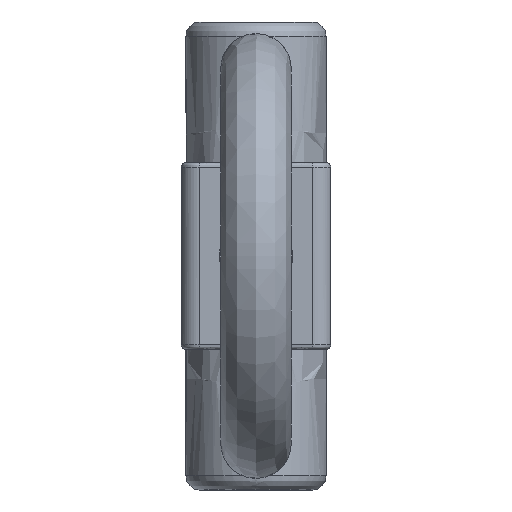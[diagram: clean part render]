
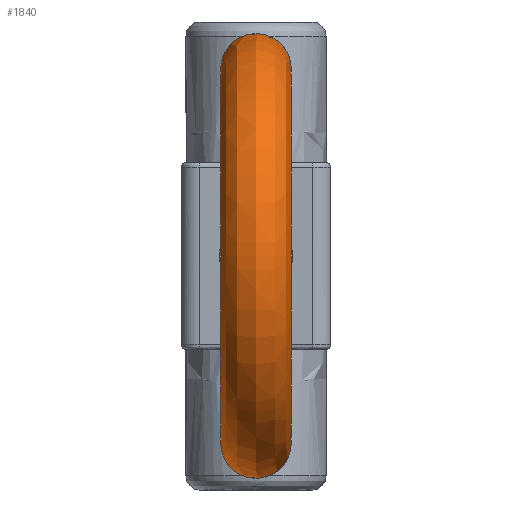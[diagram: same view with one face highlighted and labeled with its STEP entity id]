
A CAD part, left-side view. The second image highlights one B-rep face of the part: STEP entity #1840.
In plain terms, the highlighted free-form (B-spline) face has degree [2, 2] with [5, 7] control points.
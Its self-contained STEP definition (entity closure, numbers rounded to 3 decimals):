
#1750 = EDGE_CURVE('',#1751,#1753,#1755,.T.);
#1751 = VERTEX_POINT('',#1752);
#1752 = CARTESIAN_POINT('',(-34.137,0.,
    3.118));
#1753 = VERTEX_POINT('',#1754);
#1754 = CARTESIAN_POINT('',(-34.137,0.,
    2.134));
#1755 = ( BOUNDED_CURVE() B_SPLINE_CURVE(2,(#1756,#1757,#1758,#1759,
#1760),.UNSPECIFIED.,.F.,.F.) B_SPLINE_CURVE_WITH_KNOTS((3,2,3),(
    3.142,4.712,6.283),
.PIECEWISE_BEZIER_KNOTS.) CURVE() GEOMETRIC_REPRESENTATION_ITEM() 
RATIONAL_B_SPLINE_CURVE((1.,0.707,1.,0.707,1.)) 
REPRESENTATION_ITEM('') );
#1756 = CARTESIAN_POINT('',(-34.137,0.,
    3.118));
#1757 = CARTESIAN_POINT('',(-34.137,-0.492,
    3.118));
#1758 = CARTESIAN_POINT('',(-34.137,-0.492,
    2.626));
#1759 = CARTESIAN_POINT('',(-34.137,-0.492,
    2.134));
#1760 = CARTESIAN_POINT('',(-34.137,0.,
    2.134));
#1762 = EDGE_CURVE('',#1753,#1751,#1763,.T.);
#1763 = ( BOUNDED_CURVE() B_SPLINE_CURVE(2,(#1764,#1765,#1766,#1767,
#1768),.UNSPECIFIED.,.F.,.F.) B_SPLINE_CURVE_WITH_KNOTS((3,2,3),(0.,
1.571,3.142),.PIECEWISE_BEZIER_KNOTS.) CURVE() 
GEOMETRIC_REPRESENTATION_ITEM() RATIONAL_B_SPLINE_CURVE((1.,
0.707,1.,0.707,1.)) REPRESENTATION_ITEM('') );
#1764 = CARTESIAN_POINT('',(-34.137,0.,
    2.134));
#1765 = CARTESIAN_POINT('',(-34.137,0.492,
    2.134));
#1766 = CARTESIAN_POINT('',(-34.137,0.492,
    2.626));
#1767 = CARTESIAN_POINT('',(-34.137,0.492,
    3.118));
#1768 = CARTESIAN_POINT('',(-34.137,0.,
    3.118));
#1840 = ADVANCED_FACE('',(#1841),#1874,.T.);
#1841 = FACE_BOUND('',#1842,.T.);
#1842 = EDGE_LOOP('',(#1843,#1855,#1863,#1864,#1865,#1866));
#1843 = ORIENTED_EDGE('',*,*,#1844,.T.);
#1844 = EDGE_CURVE('',#1845,#1847,#1849,.T.);
#1845 = VERTEX_POINT('',#1846);
#1846 = CARTESIAN_POINT('',(-34.137,0.,
    -3.118));
#1847 = VERTEX_POINT('',#1848);
#1848 = CARTESIAN_POINT('',(-34.137,0.,
    -2.134));
#1849 = ( BOUNDED_CURVE() B_SPLINE_CURVE(2,(#1850,#1851,#1852,#1853,
#1854),.UNSPECIFIED.,.F.,.F.) B_SPLINE_CURVE_WITH_KNOTS((3,2,3),(
    3.142,4.712,6.283),
.PIECEWISE_BEZIER_KNOTS.) CURVE() GEOMETRIC_REPRESENTATION_ITEM() 
RATIONAL_B_SPLINE_CURVE((1.,0.707,1.,0.707,1.)) 
REPRESENTATION_ITEM('') );
#1850 = CARTESIAN_POINT('',(-34.137,0.,
    -3.118));
#1851 = CARTESIAN_POINT('',(-34.137,-0.492,
    -3.118));
#1852 = CARTESIAN_POINT('',(-34.137,-0.492,
    -2.626));
#1853 = CARTESIAN_POINT('',(-34.137,-0.492,
    -2.134));
#1854 = CARTESIAN_POINT('',(-34.137,0.,
    -2.134));
#1855 = ORIENTED_EDGE('',*,*,#1856,.T.);
#1856 = EDGE_CURVE('',#1847,#1753,#1857,.T.);
#1857 = ( BOUNDED_CURVE() B_SPLINE_CURVE(2,(#1858,#1859,#1860,#1861,
#1862),.UNSPECIFIED.,.F.,.F.) B_SPLINE_CURVE_WITH_KNOTS((3,2,3),(
    3.142,4.712,6.283),
.PIECEWISE_BEZIER_KNOTS.) CURVE() GEOMETRIC_REPRESENTATION_ITEM() 
RATIONAL_B_SPLINE_CURVE((1.,0.707,1.,0.707,1.)) 
REPRESENTATION_ITEM('') );
#1858 = CARTESIAN_POINT('',(-34.137,0.,
    -2.134));
#1859 = CARTESIAN_POINT('',(-36.271,0.,
    -2.134));
#1860 = CARTESIAN_POINT('',(-36.271,0.,
    0.));
#1861 = CARTESIAN_POINT('',(-36.271,0.,
    2.134));
#1862 = CARTESIAN_POINT('',(-34.137,0.,
    2.134));
#1863 = ORIENTED_EDGE('',*,*,#1750,.F.);
#1864 = ORIENTED_EDGE('',*,*,#1762,.F.);
#1865 = ORIENTED_EDGE('',*,*,#1856,.F.);
#1866 = ORIENTED_EDGE('',*,*,#1867,.T.);
#1867 = EDGE_CURVE('',#1847,#1845,#1868,.T.);
#1868 = ( BOUNDED_CURVE() B_SPLINE_CURVE(2,(#1869,#1870,#1871,#1872,
#1873),.UNSPECIFIED.,.F.,.F.) B_SPLINE_CURVE_WITH_KNOTS((3,2,3),(0.,
1.571,3.142),.PIECEWISE_BEZIER_KNOTS.) CURVE() 
GEOMETRIC_REPRESENTATION_ITEM() RATIONAL_B_SPLINE_CURVE((1.,
0.707,1.,0.707,1.)) REPRESENTATION_ITEM('') );
#1869 = CARTESIAN_POINT('',(-34.137,0.,
    -2.134));
#1870 = CARTESIAN_POINT('',(-34.137,0.492,
    -2.134));
#1871 = CARTESIAN_POINT('',(-34.137,0.492,
    -2.626));
#1872 = CARTESIAN_POINT('',(-34.137,0.492,
    -3.118));
#1873 = CARTESIAN_POINT('',(-34.137,0.,
    -3.118));
#1874 = ( BOUNDED_SURFACE() B_SPLINE_SURFACE(2,2,(
    (#1875,#1876,#1877,#1878,#1879,#1880,#1881)
    ,(#1882,#1883,#1884,#1885,#1886,#1887,#1888)
    ,(#1889,#1890,#1891,#1892,#1893,#1894,#1895)
    ,(#1896,#1897,#1898,#1899,#1900,#1901,#1902)
    ,(#1903,#1904,#1905,#1906,#1907,#1908,#1909
)),.UNSPECIFIED.,.F.,.T.,.F.) B_SPLINE_SURFACE_WITH_KNOTS((3,2,3),(3,2,2
    ,3),(3.142,4.712,6.283),(-3.142,
    -1.047,1.047,3.142),.UNSPECIFIED.) 
GEOMETRIC_REPRESENTATION_ITEM() RATIONAL_B_SPLINE_SURFACE((
    (1.,0.5,1.,0.5,1.,0.5,1.)
    ,(0.707,0.354,0.707,0.354
      ,0.707,0.354,0.707)
    ,(1.,0.5,1.,0.5,1.,0.5,1.)
    ,(0.707,0.354,0.707,0.354
      ,0.707,0.354,0.707)
,(1.,0.5,1.,0.5,1.,0.5,1.))) REPRESENTATION_ITEM('') SURFACE() );
#1875 = CARTESIAN_POINT('',(-34.137,0.,
    -2.134));
#1876 = CARTESIAN_POINT('',(-34.137,-0.853,
    -2.134));
#1877 = CARTESIAN_POINT('',(-34.137,-0.426,
    -2.872));
#1878 = CARTESIAN_POINT('',(-34.137,0.,
    -3.611));
#1879 = CARTESIAN_POINT('',(-34.137,0.426,
    -2.872));
#1880 = CARTESIAN_POINT('',(-34.137,0.853,
    -2.134));
#1881 = CARTESIAN_POINT('',(-34.137,0.,
    -2.134));
#1882 = CARTESIAN_POINT('',(-36.271,0.,
    -2.134));
#1883 = CARTESIAN_POINT('',(-36.271,-0.853,
    -2.134));
#1884 = CARTESIAN_POINT('',(-37.009,-0.426,
    -2.872));
#1885 = CARTESIAN_POINT('',(-37.748,0.,
    -3.611));
#1886 = CARTESIAN_POINT('',(-37.009,0.426,
    -2.872));
#1887 = CARTESIAN_POINT('',(-36.271,0.853,
    -2.134));
#1888 = CARTESIAN_POINT('',(-36.271,0.,
    -2.134));
#1889 = CARTESIAN_POINT('',(-36.271,0.,
    0.));
#1890 = CARTESIAN_POINT('',(-36.271,-0.853,
    0.));
#1891 = CARTESIAN_POINT('',(-37.009,-0.426,
    0.));
#1892 = CARTESIAN_POINT('',(-37.748,0.,
    0.));
#1893 = CARTESIAN_POINT('',(-37.009,0.426,
    0.));
#1894 = CARTESIAN_POINT('',(-36.271,0.853,
    0.));
#1895 = CARTESIAN_POINT('',(-36.271,0.,
    0.));
#1896 = CARTESIAN_POINT('',(-36.271,0.,
    2.134));
#1897 = CARTESIAN_POINT('',(-36.271,-0.853,
    2.134));
#1898 = CARTESIAN_POINT('',(-37.009,-0.426,
    2.872));
#1899 = CARTESIAN_POINT('',(-37.748,0.,
    3.611));
#1900 = CARTESIAN_POINT('',(-37.009,0.426,
    2.872));
#1901 = CARTESIAN_POINT('',(-36.271,0.853,
    2.134));
#1902 = CARTESIAN_POINT('',(-36.271,0.,
    2.134));
#1903 = CARTESIAN_POINT('',(-34.137,0.,
    2.134));
#1904 = CARTESIAN_POINT('',(-34.137,-0.853,
    2.134));
#1905 = CARTESIAN_POINT('',(-34.137,-0.426,
    2.872));
#1906 = CARTESIAN_POINT('',(-34.137,0.,
    3.611));
#1907 = CARTESIAN_POINT('',(-34.137,0.426,
    2.872));
#1908 = CARTESIAN_POINT('',(-34.137,0.853,
    2.134));
#1909 = CARTESIAN_POINT('',(-34.137,0.,
    2.134));
